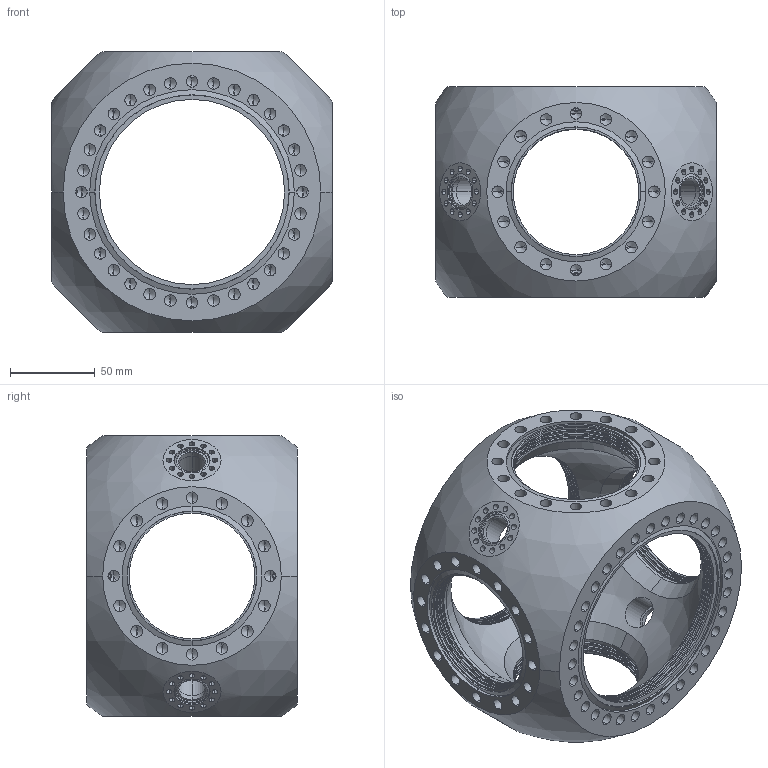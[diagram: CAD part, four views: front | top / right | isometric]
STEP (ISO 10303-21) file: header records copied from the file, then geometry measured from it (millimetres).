
FILE_DESCRIPTION (( 'STEP AP214' ), '1' );
FILE_NAME ('多面体-2CF100+4CF63+4CF16.STEP', '2023-09-27T01:01:11', ( '' ), ( '' ), 'SwSTEP 2.0', 'SolidWorks 2020', '' );
FILE_SCHEMA (( 'AUTOMOTIVE_DESIGN' ));
Length unit declared in the file: millimetre
Products named in the file (1): 嗣醱极-2CF100+4CF63+4CF16
Bounding box: 165.4 x 124 x 165.4 mm (x, y, z)
Volume: 887951.6 mm3; surface area: 189549.5 mm2
Topology: 1 solids, 1 shells, 936 faces, 2290 edges, 1218 vertices
Faces by surface type: cylinder 436, cone 400, plane 60, torus 36, sphere 4
Entity records: 29142 total; most frequent: DIRECTION 4846, CARTESIAN_POINT 4361, ORIENTED_EDGE 3856, AXIS2_PLACEMENT_3D 2005, EDGE_CURVE 1928, VERTEX_POINT 1216, EDGE_LOOP 1192, CIRCLE 1068
